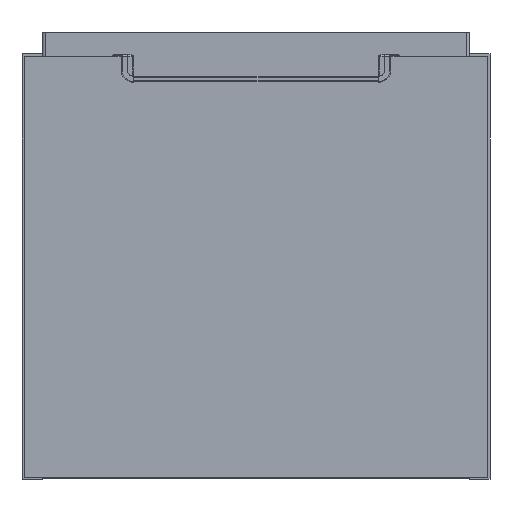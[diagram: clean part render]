
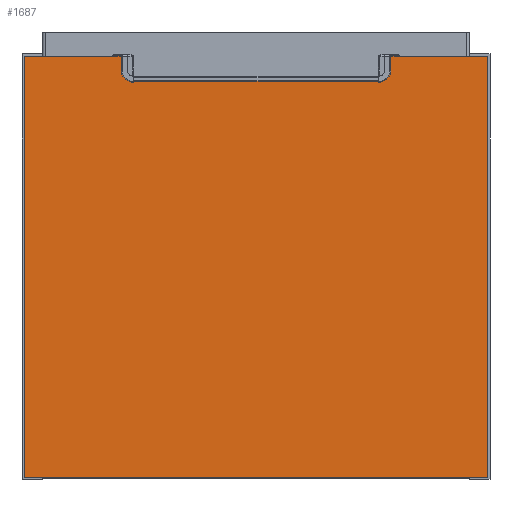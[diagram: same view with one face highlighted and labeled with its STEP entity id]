
A CAD part, front view. The second image highlights one B-rep face of the part: STEP entity #1687.
In plain terms, the highlighted planar face has unit normal (0, -1, 0).
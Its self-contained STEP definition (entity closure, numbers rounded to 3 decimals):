
#1343=CARTESIAN_POINT('',(21.49,460.995,397.5));
#1344=VERTEX_POINT('',#1343);
#1353=CARTESIAN_POINT('',(21.49,460.995,385.5));
#1354=VERTEX_POINT('',#1353);
#1355=CARTESIAN_POINT('',(21.49,460.995,385.5));
#1356=DIRECTION('',(0.0,0.0,1.0));
#1357=VECTOR('',#1356,12.0);
#1358=LINE('',#1355,#1357);
#1359=EDGE_CURVE('',#1354,#1344,#1358,.T.);
#1393=CARTESIAN_POINT('',(31.49,460.995,375.5));
#1394=VERTEX_POINT('',#1393);
#1395=CARTESIAN_POINT('',(31.49,460.995,385.5));
#1396=DIRECTION('',(0.,1.0,0.));
#1397=DIRECTION('',(-0.707,0.,-0.707));
#1398=AXIS2_PLACEMENT_3D('',#1395,#1396,#1397);
#1399=CIRCLE('',#1398,10.);
#1400=EDGE_CURVE('',#1394,#1354,#1399,.T.);
#1425=CARTESIAN_POINT('',(261.49,460.995,375.5));
#1426=VERTEX_POINT('',#1425);
#1427=CARTESIAN_POINT('',(261.49,460.995,375.5));
#1428=DIRECTION('',(-1.0,0.0,0.0));
#1429=VECTOR('',#1428,230.);
#1430=LINE('',#1427,#1429);
#1431=EDGE_CURVE('',#1426,#1394,#1430,.T.);
#1457=CARTESIAN_POINT('',(271.49,460.995,385.5));
#1458=VERTEX_POINT('',#1457);
#1459=CARTESIAN_POINT('',(261.49,460.995,385.5));
#1460=DIRECTION('',(0.,1.0,0.));
#1461=DIRECTION('',(0.707,0.,-0.707));
#1462=AXIS2_PLACEMENT_3D('',#1459,#1460,#1461);
#1463=CIRCLE('',#1462,10.);
#1464=EDGE_CURVE('',#1458,#1426,#1463,.T.);
#1482=CARTESIAN_POINT('',(271.49,460.995,397.5));
#1483=VERTEX_POINT('',#1482);
#1497=CARTESIAN_POINT('',(271.49,460.995,397.5));
#1498=DIRECTION('',(0.0,0.0,-1.0));
#1499=VECTOR('',#1498,12.);
#1500=LINE('',#1497,#1499);
#1501=EDGE_CURVE('',#1483,#1458,#1500,.T.);
#1563=CARTESIAN_POINT('',(364.49,460.995,397.5));
#1564=VERTEX_POINT('',#1563);
#1565=CARTESIAN_POINT('',(271.49,460.995,397.5));
#1566=DIRECTION('',(1.0,0.0,0.0));
#1567=VECTOR('',#1566,93.);
#1568=LINE('',#1565,#1567);
#1569=EDGE_CURVE('',#1483,#1564,#1568,.T.);
#1586=CARTESIAN_POINT('',(-71.51,460.995,1.5));
#1587=VERTEX_POINT('',#1586);
#1588=CARTESIAN_POINT('',(-71.51,460.995,397.5));
#1589=VERTEX_POINT('',#1588);
#1590=CARTESIAN_POINT('',(-71.51,460.995,1.5));
#1591=DIRECTION('',(0.0,0.0,1.0));
#1592=VECTOR('',#1591,396.);
#1593=LINE('',#1590,#1592);
#1594=EDGE_CURVE('',#1587,#1589,#1593,.T.);
#1620=CARTESIAN_POINT('',(-71.51,460.995,397.5));
#1621=DIRECTION('',(1.0,0.0,0.0));
#1622=VECTOR('',#1621,93.);
#1623=LINE('',#1620,#1622);
#1624=EDGE_CURVE('',#1589,#1344,#1623,.T.);
#1634=CARTESIAN_POINT('',(364.49,460.995,1.5));
#1635=VERTEX_POINT('',#1634);
#1636=CARTESIAN_POINT('',(364.49,460.995,397.5));
#1637=DIRECTION('',(0.0,0.0,-1.0));
#1638=VECTOR('',#1637,396.);
#1639=LINE('',#1636,#1638);
#1640=EDGE_CURVE('',#1564,#1635,#1639,.T.);
#1658=CARTESIAN_POINT('',(364.49,460.995,1.5));
#1659=DIRECTION('',(-1.0,0.0,0.0));
#1660=VECTOR('',#1659,436.);
#1661=LINE('',#1658,#1660);
#1662=EDGE_CURVE('',#1635,#1587,#1661,.T.);
#1670=CARTESIAN_POINT('',(146.49,460.995,199.5));
#1671=DIRECTION('',(0.0,-1.0,0.0));
#1672=DIRECTION('',(-1.0,0.0,0.0));
#1673=AXIS2_PLACEMENT_3D('',#1670,#1671,#1672);
#1674=PLANE('',#1673);
#1675=ORIENTED_EDGE('',*,*,#1359,.T.);
#1676=ORIENTED_EDGE('',*,*,#1624,.F.);
#1677=ORIENTED_EDGE('',*,*,#1594,.F.);
#1678=ORIENTED_EDGE('',*,*,#1662,.F.);
#1679=ORIENTED_EDGE('',*,*,#1640,.F.);
#1680=ORIENTED_EDGE('',*,*,#1569,.F.);
#1681=ORIENTED_EDGE('',*,*,#1501,.T.);
#1682=ORIENTED_EDGE('',*,*,#1464,.T.);
#1683=ORIENTED_EDGE('',*,*,#1431,.T.);
#1684=ORIENTED_EDGE('',*,*,#1400,.T.);
#1685=EDGE_LOOP('',(#1675,#1676,#1677,#1678,#1679,#1680,#1681,#1682,#1683,#1684));
#1686=FACE_OUTER_BOUND('',#1685,.T.);
#1687=ADVANCED_FACE('',(#1686),#1674,.T.);
